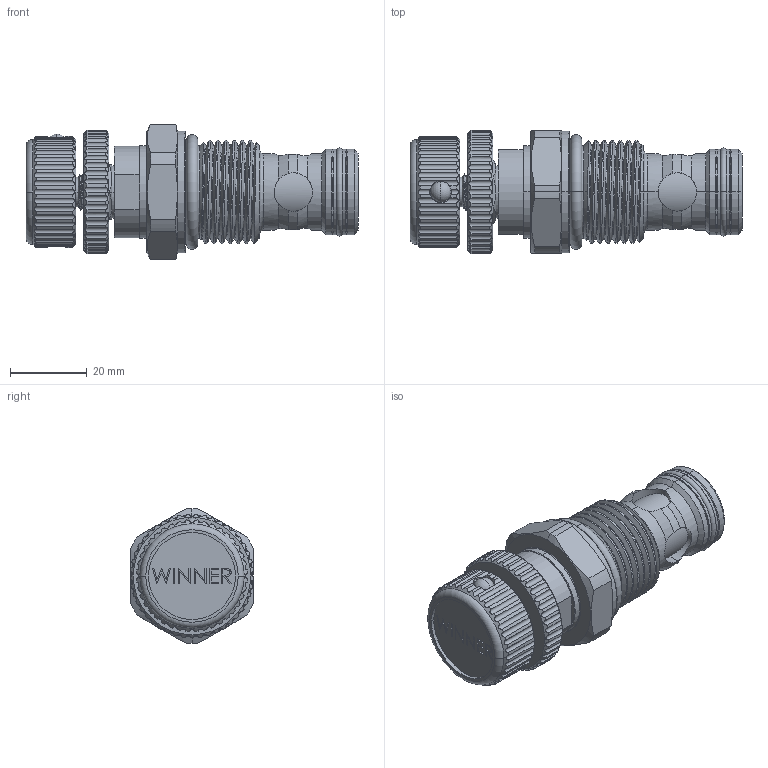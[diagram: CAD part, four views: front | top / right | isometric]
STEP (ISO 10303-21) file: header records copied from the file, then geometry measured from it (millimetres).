
FILE_DESCRIPTION (( 'STEP AP203' ), '1' );
FILE_NAME ('NC12W20-K.STEP', '2021-07-05T03:53:05', ( '' ), ( '' ), 'SwSTEP 2.0', 'SolidWorks 2018', '' );
FILE_SCHEMA (( 'CONFIG_CONTROL_DESIGN' ));
Length unit declared in the file: millimetre
Products named in the file (1): NC12W20-K
Bounding box: 86.55 x 32.2 x 35.1 mm (x, y, z)
Volume: 44066.5 mm3; surface area: 13831.6 mm2
Topology: 1 solids, 3 shells, 512 faces, 1385 edges, 902 vertices
Faces by surface type: cylinder 315, plane 113, cone 38, torus 30, bspline 14, sphere 2
Entity records: 28131 total; most frequent: CARTESIAN_POINT 15738, ORIENTED_EDGE 2770, DIRECTION 2360, EDGE_CURVE 1385, VERTEX_POINT 902, AXIS2_PLACEMENT_3D 899, LINE 562, VECTOR 562
